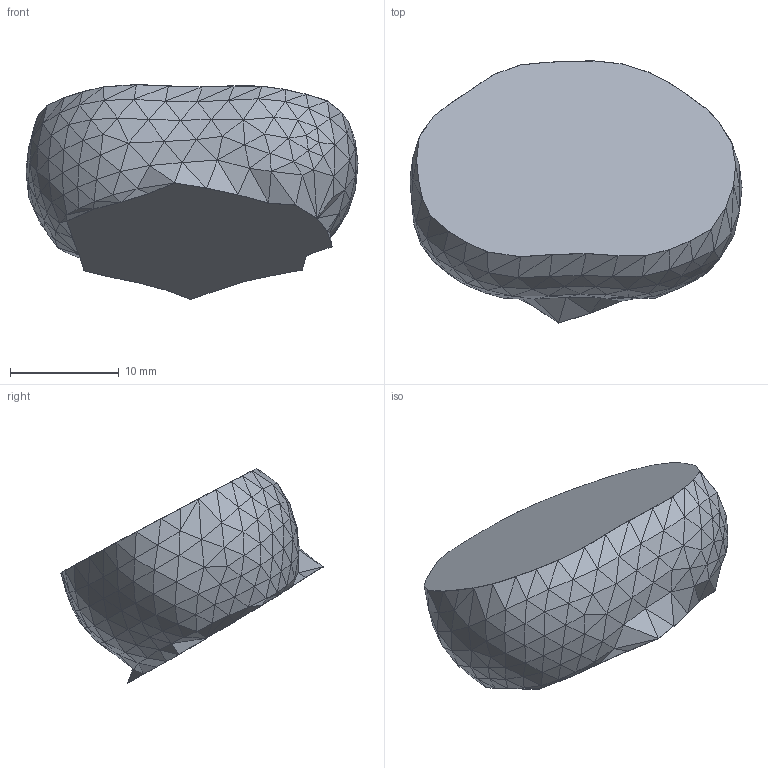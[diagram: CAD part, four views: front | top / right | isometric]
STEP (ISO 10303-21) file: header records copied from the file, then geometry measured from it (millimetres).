
FILE_DESCRIPTION(/* description */ (''),/* implementation_level */ '2;1');
FILE_NAME(/* name */ 'IVD5_N.step',/* time_stamp */ '2024-06-22T11:47:21-04:00',/* author */ (''),/* organization */ (''),/* preprocessor_version */ 'ST-DEVELOPER v20',/* originating_system */ 'Autodesk Translation Framework v13.14.0.145',/* authorisation */ '');
FILE_SCHEMA (('AUTOMOTIVE_DESIGN { 1 0 10303 214 3 1 1 }'));
Length unit declared in the file: millimetre
Products named in the file (1): IVD5_N
Bounding box: 30.54 x 24.12 x 19.78 mm (x, y, z)
Volume: 5556.2 mm3; surface area: 1807.2 mm2
Topology: 1 solids, 1 shells, 555 faces, 991 edges, 438 vertices
Faces by surface type: plane 555
Entity records: 12294 total; most frequent: DIRECTION 2103, CARTESIAN_POINT 1985, ORIENTED_EDGE 1982, LINE 991, VECTOR 991, EDGE_CURVE 991, AXIS2_PLACEMENT_3D 556, FACE_OUTER_BOUND 555
